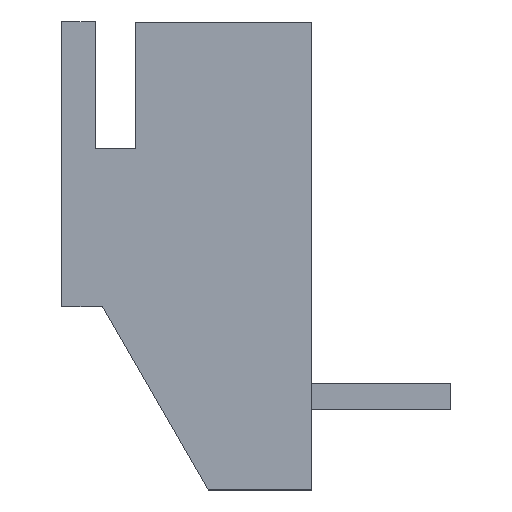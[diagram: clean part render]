
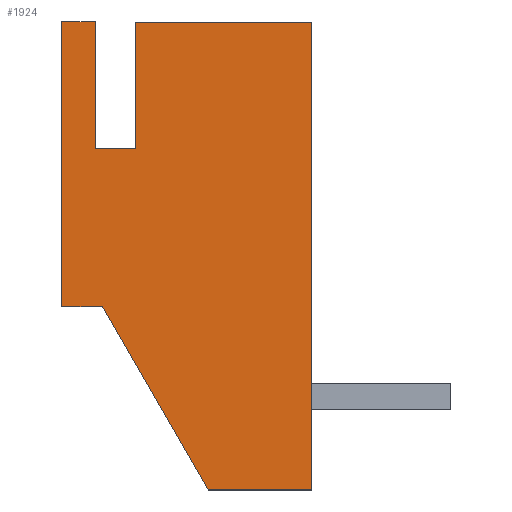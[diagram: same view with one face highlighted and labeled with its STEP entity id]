
A CAD part, left-side view. The second image highlights one B-rep face of the part: STEP entity #1924.
In plain terms, the highlighted planar face has unit normal (-1, 0, 0).
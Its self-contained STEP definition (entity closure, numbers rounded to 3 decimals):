
#128=FACE_OUTER_BOUND('',#235,.T.);
#235=EDGE_LOOP('',(#1325,#1326,#1327,#1328,#1329,#1330,#1331,#1332,#1333,
#1334));
#339=LINE('',#2659,#589);
#343=LINE('',#2667,#593);
#350=LINE('',#2681,#600);
#373=LINE('',#2727,#623);
#374=LINE('',#2729,#624);
#375=LINE('',#2731,#625);
#376=LINE('',#2733,#626);
#377=LINE('',#2735,#627);
#378=LINE('',#2737,#628);
#379=LINE('',#2738,#629);
#589=VECTOR('',#2163,1000.);
#593=VECTOR('',#2169,1000.);
#600=VECTOR('',#2178,1000.);
#623=VECTOR('',#2203,1000.);
#624=VECTOR('',#2204,1000.);
#625=VECTOR('',#2205,1000.);
#626=VECTOR('',#2206,1000.);
#627=VECTOR('',#2207,1000.);
#628=VECTOR('',#2208,1000.);
#629=VECTOR('',#2209,1000.);
#839=VERTEX_POINT('',#2657);
#840=VERTEX_POINT('',#2658);
#843=VERTEX_POINT('',#2666);
#849=VERTEX_POINT('',#2680);
#871=VERTEX_POINT('',#2726);
#872=VERTEX_POINT('',#2728);
#873=VERTEX_POINT('',#2730);
#874=VERTEX_POINT('',#2732);
#875=VERTEX_POINT('',#2734);
#876=VERTEX_POINT('',#2736);
#1019=EDGE_CURVE('',#839,#840,#339,.T.);
#1023=EDGE_CURVE('',#840,#843,#343,.T.);
#1030=EDGE_CURVE('',#849,#839,#350,.T.);
#1053=EDGE_CURVE('',#843,#871,#373,.T.);
#1054=EDGE_CURVE('',#871,#872,#374,.T.);
#1055=EDGE_CURVE('',#872,#873,#375,.T.);
#1056=EDGE_CURVE('',#873,#874,#376,.T.);
#1057=EDGE_CURVE('',#874,#875,#377,.T.);
#1058=EDGE_CURVE('',#875,#876,#378,.T.);
#1059=EDGE_CURVE('',#876,#849,#379,.T.);
#1325=ORIENTED_EDGE('',*,*,#1053,.T.);
#1326=ORIENTED_EDGE('',*,*,#1054,.T.);
#1327=ORIENTED_EDGE('',*,*,#1055,.T.);
#1328=ORIENTED_EDGE('',*,*,#1056,.T.);
#1329=ORIENTED_EDGE('',*,*,#1057,.T.);
#1330=ORIENTED_EDGE('',*,*,#1058,.T.);
#1331=ORIENTED_EDGE('',*,*,#1059,.T.);
#1332=ORIENTED_EDGE('',*,*,#1030,.T.);
#1333=ORIENTED_EDGE('',*,*,#1019,.T.);
#1334=ORIENTED_EDGE('',*,*,#1023,.T.);
#1832=PLANE('',#2040);
#1924=ADVANCED_FACE('',(#128),#1832,.F.);
#2040=AXIS2_PLACEMENT_3D('',#2725,#2201,#2202);
#2163=DIRECTION('',(0.,-0.5,-0.866));
#2169=DIRECTION('',(0.,-1.,0.));
#2178=DIRECTION('',(0.,-1.,0.));
#2201=DIRECTION('center_axis',(1.,0.,0.));
#2202=DIRECTION('ref_axis',(0.,1.,0.));
#2203=DIRECTION('',(0.,0.,1.));
#2204=DIRECTION('',(0.,1.,0.));
#2205=DIRECTION('',(0.,0.,-1.));
#2206=DIRECTION('',(0.,1.,0.));
#2207=DIRECTION('',(0.,0.,1.));
#2208=DIRECTION('',(0.,1.,0.));
#2209=DIRECTION('',(0.,0.,-1.));
#2657=CARTESIAN_POINT('',(-7.45,5.15,-1.25));
#2658=CARTESIAN_POINT('',(-7.45,2.552,-5.75));
#2659=CARTESIAN_POINT('',(-7.45,2.552,-5.75));
#2666=CARTESIAN_POINT('',(-7.45,0.,-5.75));
#2667=CARTESIAN_POINT('',(-7.45,0.,-5.75));
#2680=CARTESIAN_POINT('',(-7.45,6.15,-1.25));
#2681=CARTESIAN_POINT('',(-7.45,6.15,-1.25));
#2725=CARTESIAN_POINT('Origin',(-7.45,6.15,5.75));
#2726=CARTESIAN_POINT('',(-7.45,0.,5.75));
#2727=CARTESIAN_POINT('',(-7.45,0.,5.75));
#2728=CARTESIAN_POINT('',(-7.45,4.325,5.75));
#2729=CARTESIAN_POINT('',(-7.45,4.325,5.75));
#2730=CARTESIAN_POINT('',(-7.45,4.325,2.65));
#2731=CARTESIAN_POINT('',(-7.45,4.325,2.65));
#2732=CARTESIAN_POINT('',(-7.45,5.325,2.65));
#2733=CARTESIAN_POINT('',(-7.45,5.325,2.65));
#2734=CARTESIAN_POINT('',(-7.45,5.325,5.75));
#2735=CARTESIAN_POINT('',(-7.45,5.325,5.75));
#2736=CARTESIAN_POINT('',(-7.45,6.15,5.75));
#2737=CARTESIAN_POINT('',(-7.45,6.15,5.75));
#2738=CARTESIAN_POINT('',(-7.45,6.15,-1.25));
